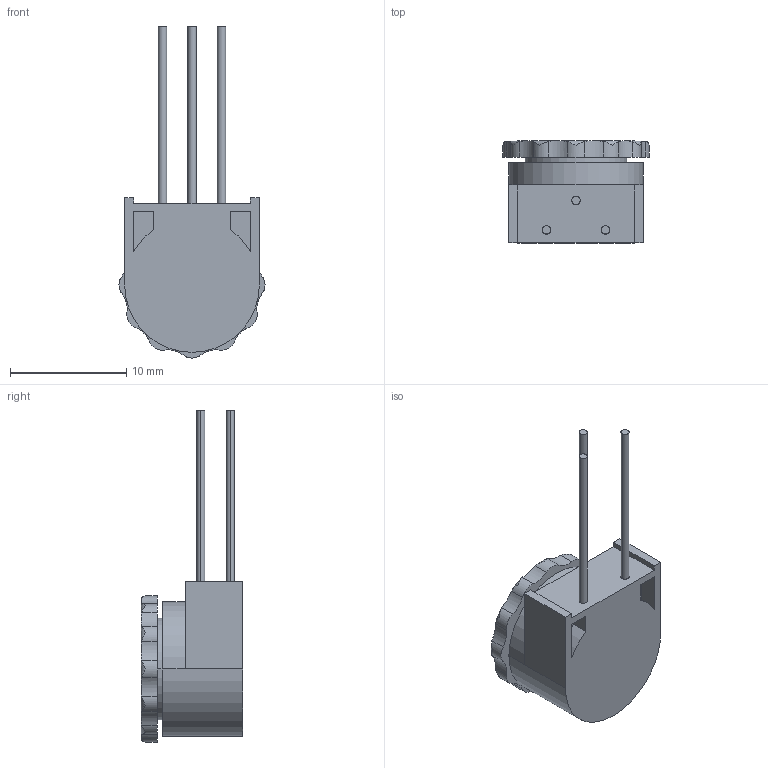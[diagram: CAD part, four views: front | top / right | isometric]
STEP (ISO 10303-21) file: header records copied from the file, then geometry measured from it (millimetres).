
FILE_DESCRIPTION((''),'2;1');
FILE_NAME('MANIFOLD_SOLID_BREP_1153','2013-08-02T',('MaxM'),('Bourns, Inc.'),'PRO/ENGINEER BY PARAMETRIC TECHNOLOGY CORPORATION, 2012230','PRO/ENGINEER BY PARAMETRIC TECHNOLOGY CORPORATION, 2012230','');
FILE_SCHEMA(('CONFIG_CONTROL_DESIGN'));
Length unit declared in the file: inch
Products named in the file (1): MANIFOLD_SOLID_BREP_1153
Bounding box: 12.56 x 8.76 x 28.56 mm (x, y, z)
Volume: 916.9 mm3; surface area: 1274.1 mm2
Topology: 2 solids, 2 shells, 541 faces, 1525 edges, 1022 vertices
Faces by surface type: plane 449, cylinder 71, torus 13, cone 8
Entity records: 17487 total; most frequent: CARTESIAN_POINT 3329, ORIENTED_EDGE 3050, DIRECTION 2738, EDGE_CURVE 1525, VECTOR 1294, LINE 1294, VERTEX_POINT 1022, AXIS2_PLACEMENT_3D 722
